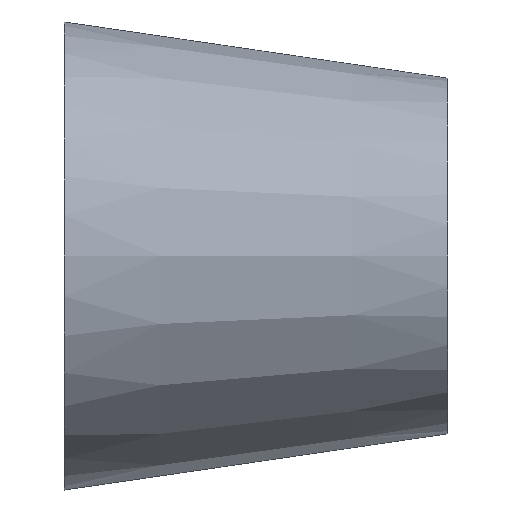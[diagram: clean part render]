
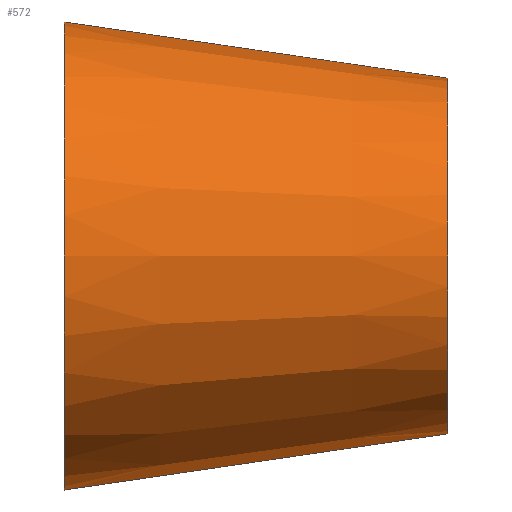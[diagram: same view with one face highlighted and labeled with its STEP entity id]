
A CAD part, front view. The second image highlights one B-rep face of the part: STEP entity #572.
In plain terms, the highlighted conical face has half-angle 8.326 degrees and reference radius 9.652 mm.
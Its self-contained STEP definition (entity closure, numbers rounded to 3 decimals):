
#198 = PLANE('',#199);
#199 = AXIS2_PLACEMENT_3D('',#200,#201,#202);
#200 = CARTESIAN_POINT('',(-20.828,12.7,0.));
#201 = DIRECTION('',(1.,0.,0.));
#202 = DIRECTION('',(0.,0.,-1.));
#267 = VERTEX_POINT('',#268);
#268 = CARTESIAN_POINT('',(0.,0.,9.652));
#269 = VERTEX_POINT('',#270);
#270 = CARTESIAN_POINT('',(0.,0.,-9.652));
#278 = CONICAL_SURFACE('',#279,9.652,0.145);
#279 = AXIS2_PLACEMENT_3D('',#280,#281,#282);
#280 = CARTESIAN_POINT('',(0.,0.,0.));
#281 = DIRECTION('',(-1.,0.,0.));
#282 = DIRECTION('',(0.,0.,1.));
#290 = PLANE('',#291);
#291 = AXIS2_PLACEMENT_3D('',#292,#293,#294);
#292 = CARTESIAN_POINT('',(0.,2.032,0.));
#293 = DIRECTION('',(-1.,0.,0.));
#294 = DIRECTION('',(0.,0.,1.));
#302 = EDGE_CURVE('',#269,#303,#305,.T.);
#303 = VERTEX_POINT('',#304);
#304 = CARTESIAN_POINT('',(-20.828,0.,-12.7));
#305 = SURFACE_CURVE('',#306,(#310,#317),.PCURVE_S1.);
#306 = LINE('',#307,#308);
#307 = CARTESIAN_POINT('',(0.,0.,-9.652));
#308 = VECTOR('',#309,1.);
#309 = DIRECTION('',(-0.989,0.,-0.145
    ));
#310 = PCURVE('',#278,#311);
#311 = DEFINITIONAL_REPRESENTATION('',(#312),#316);
#312 = LINE('',#313,#314);
#313 = CARTESIAN_POINT('',(3.142,0.));
#314 = VECTOR('',#315,1.);
#315 = DIRECTION('',(0.,1.));
#316 = ( GEOMETRIC_REPRESENTATION_CONTEXT(2) 
PARAMETRIC_REPRESENTATION_CONTEXT() REPRESENTATION_CONTEXT('2D SPACE',''
  ) );
#317 = PCURVE('',#318,#323);
#318 = CONICAL_SURFACE('',#319,9.652,0.145);
#319 = AXIS2_PLACEMENT_3D('',#320,#321,#322);
#320 = CARTESIAN_POINT('',(0.,0.,0.));
#321 = DIRECTION('',(-1.,0.,0.));
#322 = DIRECTION('',(0.,0.,1.));
#323 = DEFINITIONAL_REPRESENTATION('',(#324),#328);
#324 = LINE('',#325,#326);
#325 = CARTESIAN_POINT('',(3.142,0.));
#326 = VECTOR('',#327,1.);
#327 = DIRECTION('',(0.,1.));
#328 = ( GEOMETRIC_REPRESENTATION_CONTEXT(2) 
PARAMETRIC_REPRESENTATION_CONTEXT() REPRESENTATION_CONTEXT('2D SPACE',''
  ) );
#331 = VERTEX_POINT('',#332);
#332 = CARTESIAN_POINT('',(-20.828,0.,12.7));
#358 = EDGE_CURVE('',#267,#331,#359,.T.);
#359 = SURFACE_CURVE('',#360,(#364,#371),.PCURVE_S1.);
#360 = LINE('',#361,#362);
#361 = CARTESIAN_POINT('',(0.,0.,9.652));
#362 = VECTOR('',#363,1.);
#363 = DIRECTION('',(-0.989,0.,0.145));
#364 = PCURVE('',#278,#365);
#365 = DEFINITIONAL_REPRESENTATION('',(#366),#370);
#366 = LINE('',#367,#368);
#367 = CARTESIAN_POINT('',(0.,0.));
#368 = VECTOR('',#369,1.);
#369 = DIRECTION('',(0.,1.));
#370 = ( GEOMETRIC_REPRESENTATION_CONTEXT(2) 
PARAMETRIC_REPRESENTATION_CONTEXT() REPRESENTATION_CONTEXT('2D SPACE',''
  ) );
#371 = PCURVE('',#318,#372);
#372 = DEFINITIONAL_REPRESENTATION('',(#373),#377);
#373 = LINE('',#374,#375);
#374 = CARTESIAN_POINT('',(6.283,0.));
#375 = VECTOR('',#376,1.);
#376 = DIRECTION('',(0.,1.));
#377 = ( GEOMETRIC_REPRESENTATION_CONTEXT(2) 
PARAMETRIC_REPRESENTATION_CONTEXT() REPRESENTATION_CONTEXT('2D SPACE',''
  ) );
#547 = EDGE_CURVE('',#269,#267,#548,.T.);
#548 = SURFACE_CURVE('',#549,(#554,#561),.PCURVE_S1.);
#549 = CIRCLE('',#550,9.652);
#550 = AXIS2_PLACEMENT_3D('',#551,#552,#553);
#551 = CARTESIAN_POINT('',(0.,0.,0.));
#552 = DIRECTION('',(-1.,0.,0.));
#553 = DIRECTION('',(0.,0.,1.));
#554 = PCURVE('',#290,#555);
#555 = DEFINITIONAL_REPRESENTATION('',(#556),#560);
#556 = CIRCLE('',#557,9.652);
#557 = AXIS2_PLACEMENT_2D('',#558,#559);
#558 = CARTESIAN_POINT('',(0.,-2.032));
#559 = DIRECTION('',(1.,0.));
#560 = ( GEOMETRIC_REPRESENTATION_CONTEXT(2) 
PARAMETRIC_REPRESENTATION_CONTEXT() REPRESENTATION_CONTEXT('2D SPACE',''
  ) );
#561 = PCURVE('',#318,#562);
#562 = DEFINITIONAL_REPRESENTATION('',(#563),#567);
#563 = LINE('',#564,#565);
#564 = CARTESIAN_POINT('',(0.,0.));
#565 = VECTOR('',#566,1.);
#566 = DIRECTION('',(1.,0.));
#567 = ( GEOMETRIC_REPRESENTATION_CONTEXT(2) 
PARAMETRIC_REPRESENTATION_CONTEXT() REPRESENTATION_CONTEXT('2D SPACE',''
  ) );
#572 = ADVANCED_FACE('',(#573),#318,.T.);
#573 = FACE_BOUND('',#574,.T.);
#574 = EDGE_LOOP('',(#575,#576,#577,#578));
#575 = ORIENTED_EDGE('',*,*,#302,.F.);
#576 = ORIENTED_EDGE('',*,*,#547,.T.);
#577 = ORIENTED_EDGE('',*,*,#358,.T.);
#578 = ORIENTED_EDGE('',*,*,#579,.F.);
#579 = EDGE_CURVE('',#303,#331,#580,.T.);
#580 = SURFACE_CURVE('',#581,(#586,#593),.PCURVE_S1.);
#581 = CIRCLE('',#582,12.7);
#582 = AXIS2_PLACEMENT_3D('',#583,#584,#585);
#583 = CARTESIAN_POINT('',(-20.828,0.,0.));
#584 = DIRECTION('',(-1.,0.,0.));
#585 = DIRECTION('',(0.,0.,1.));
#586 = PCURVE('',#318,#587);
#587 = DEFINITIONAL_REPRESENTATION('',(#588),#592);
#588 = LINE('',#589,#590);
#589 = CARTESIAN_POINT('',(0.,20.828));
#590 = VECTOR('',#591,1.);
#591 = DIRECTION('',(1.,0.));
#592 = ( GEOMETRIC_REPRESENTATION_CONTEXT(2) 
PARAMETRIC_REPRESENTATION_CONTEXT() REPRESENTATION_CONTEXT('2D SPACE',''
  ) );
#593 = PCURVE('',#198,#594);
#594 = DEFINITIONAL_REPRESENTATION('',(#595),#603);
#595 = ( BOUNDED_CURVE() B_SPLINE_CURVE(2,(#596,#597,#598,#599,#600,#601
,#602),.UNSPECIFIED.,.T.,.F.) B_SPLINE_CURVE_WITH_KNOTS((1,2,2,2,2,1),(
    -2.094,0.,2.094,4.189,6.283,
8.378),.UNSPECIFIED.) CURVE() GEOMETRIC_REPRESENTATION_ITEM() 
RATIONAL_B_SPLINE_CURVE((1.,0.5,1.,0.5,1.,0.5,1.)) REPRESENTATION_ITEM(
  '') );
#596 = CARTESIAN_POINT('',(-12.7,-12.7));
#597 = CARTESIAN_POINT('',(-12.7,9.297));
#598 = CARTESIAN_POINT('',(6.35,-1.701));
#599 = CARTESIAN_POINT('',(25.4,-12.7));
#600 = CARTESIAN_POINT('',(6.35,-23.699));
#601 = CARTESIAN_POINT('',(-12.7,-34.697));
#602 = CARTESIAN_POINT('',(-12.7,-12.7));
#603 = ( GEOMETRIC_REPRESENTATION_CONTEXT(2) 
PARAMETRIC_REPRESENTATION_CONTEXT() REPRESENTATION_CONTEXT('2D SPACE',''
  ) );
